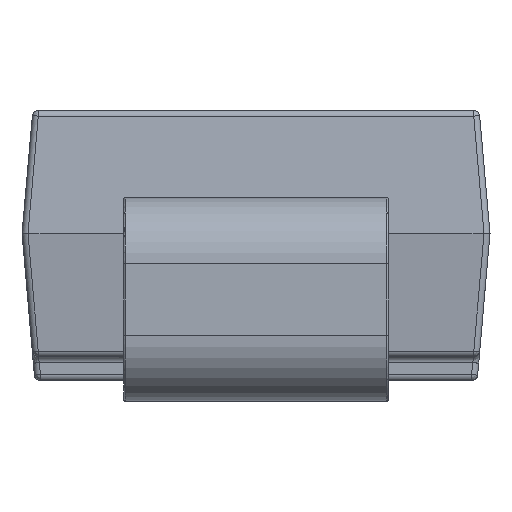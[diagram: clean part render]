
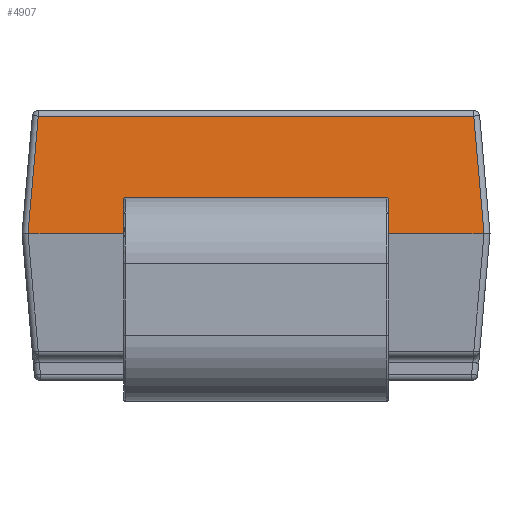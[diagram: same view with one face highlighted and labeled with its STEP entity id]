
A CAD part, left-side view. The second image highlights one B-rep face of the part: STEP entity #4907.
In plain terms, the highlighted planar face has unit normal (-0.996, 0, 0.087).
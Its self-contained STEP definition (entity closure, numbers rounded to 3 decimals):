
#2288 = VERTEX_POINT('',#2289);
#2289 = CARTESIAN_POINT('',(-2.164,1.815,2.404
    ));
#2584 = VERTEX_POINT('',#2585);
#2585 = CARTESIAN_POINT('',(-2.164,-1.815,
    2.404));
#2652 = EDGE_CURVE('',#2288,#2653,#2655,.T.);
#2653 = VERTEX_POINT('',#2654);
#2654 = CARTESIAN_POINT('',(-2.25,1.9,1.425)
  );
#2655 = LINE('',#2656,#2657);
#2656 = CARTESIAN_POINT('',(-2.164,1.815,2.404
    ));
#2657 = VECTOR('',#2658,1.);
#2658 = DIRECTION('',(-0.087,0.087,
    -0.992));
#3276 = EDGE_CURVE('',#3277,#2584,#3279,.T.);
#3277 = VERTEX_POINT('',#3278);
#3278 = CARTESIAN_POINT('',(-2.25,-1.9,
    1.425));
#3279 = LINE('',#3280,#3281);
#3280 = CARTESIAN_POINT('',(-2.25,-1.9,1.425));
#3281 = VECTOR('',#3282,1.);
#3282 = DIRECTION('',(0.087,0.087,
    0.992));
#4851 = EDGE_CURVE('',#2288,#2584,#4852,.T.);
#4852 = LINE('',#4853,#4854);
#4853 = CARTESIAN_POINT('',(-2.164,0.,
    2.404));
#4854 = VECTOR('',#4855,1.);
#4855 = DIRECTION('',(0.,-1.,0.));
#4907 = ADVANCED_FACE('',(#4908),#4987,.T.);
#4908 = FACE_BOUND('',#4909,.T.);
#4909 = EDGE_LOOP('',(#4910,#4921,#4929,#4938,#4946,#4955,#4961,#4962,
    #4963,#4964,#4972,#4981));
#4910 = ORIENTED_EDGE('',*,*,#4911,.T.);
#4911 = EDGE_CURVE('',#4912,#4914,#4916,.T.);
#4912 = VERTEX_POINT('',#4913);
#4913 = CARTESIAN_POINT('',(-2.225,1.1,1.714));
#4914 = VERTEX_POINT('',#4915);
#4915 = CARTESIAN_POINT('',(-2.224,1.09,1.724));
#4916 = B_SPLINE_CURVE_WITH_KNOTS('',3,(#4917,#4918,#4919,#4920),
  .UNSPECIFIED.,.F.,.F.,(4,4),(0.,1.),.PIECEWISE_BEZIER_KNOTS.);
#4917 = CARTESIAN_POINT('',(-2.225,1.1,1.714));
#4918 = CARTESIAN_POINT('',(-2.224,1.1,
    1.721));
#4919 = CARTESIAN_POINT('',(-2.224,1.096,
    1.724));
#4920 = CARTESIAN_POINT('',(-2.224,1.09,1.724));
#4921 = ORIENTED_EDGE('',*,*,#4922,.T.);
#4922 = EDGE_CURVE('',#4914,#4923,#4925,.T.);
#4923 = VERTEX_POINT('',#4924);
#4924 = CARTESIAN_POINT('',(-2.224,-1.09,1.724));
#4925 = LINE('',#4926,#4927);
#4926 = CARTESIAN_POINT('',(-2.224,0.,
    1.724));
#4927 = VECTOR('',#4928,1.);
#4928 = DIRECTION('',(0.,-1.,0.));
#4929 = ORIENTED_EDGE('',*,*,#4930,.T.);
#4930 = EDGE_CURVE('',#4923,#4931,#4933,.T.);
#4931 = VERTEX_POINT('',#4932);
#4932 = CARTESIAN_POINT('',(-2.225,-1.1,1.714));
#4933 = B_SPLINE_CURVE_WITH_KNOTS('',3,(#4934,#4935,#4936,#4937),
  .UNSPECIFIED.,.F.,.F.,(4,4),(0.,1.),.PIECEWISE_BEZIER_KNOTS.);
#4934 = CARTESIAN_POINT('',(-2.224,-1.09,1.724));
#4935 = CARTESIAN_POINT('',(-2.224,-1.096,
    1.724));
#4936 = CARTESIAN_POINT('',(-2.224,-1.1,
    1.721));
#4937 = CARTESIAN_POINT('',(-2.225,-1.1,1.714));
#4938 = ORIENTED_EDGE('',*,*,#4939,.T.);
#4939 = EDGE_CURVE('',#4931,#4940,#4942,.T.);
#4940 = VERTEX_POINT('',#4941);
#4941 = CARTESIAN_POINT('',(-2.25,-1.1,1.43));
#4942 = LINE('',#4943,#4944);
#4943 = CARTESIAN_POINT('',(-2.205,-1.1,1.938));
#4944 = VECTOR('',#4945,1.);
#4945 = DIRECTION('',(-0.087,0.,
    -0.996));
#4946 = ORIENTED_EDGE('',*,*,#4947,.T.);
#4947 = EDGE_CURVE('',#4940,#4948,#4950,.T.);
#4948 = VERTEX_POINT('',#4949);
#4949 = CARTESIAN_POINT('',(-2.25,-1.099,
    1.425));
#4950 = B_SPLINE_CURVE_WITH_KNOTS('',3,(#4951,#4952,#4953,#4954),
  .UNSPECIFIED.,.F.,.F.,(4,4),(0.,1.),.PIECEWISE_BEZIER_KNOTS.);
#4951 = CARTESIAN_POINT('',(-2.25,-1.1,1.43));
#4952 = CARTESIAN_POINT('',(-2.25,-1.1,
    1.428));
#4953 = CARTESIAN_POINT('',(-2.25,-1.099,
    1.427));
#4954 = CARTESIAN_POINT('',(-2.25,-1.099,
    1.425));
#4955 = ORIENTED_EDGE('',*,*,#4956,.F.);
#4956 = EDGE_CURVE('',#3277,#4948,#4957,.T.);
#4957 = LINE('',#4958,#4959);
#4958 = CARTESIAN_POINT('',(-2.25,0.,1.425));
#4959 = VECTOR('',#4960,1.);
#4960 = DIRECTION('',(0.,1.,0.));
#4961 = ORIENTED_EDGE('',*,*,#3276,.T.);
#4962 = ORIENTED_EDGE('',*,*,#4851,.F.);
#4963 = ORIENTED_EDGE('',*,*,#2652,.T.);
#4964 = ORIENTED_EDGE('',*,*,#4965,.F.);
#4965 = EDGE_CURVE('',#4966,#2653,#4968,.T.);
#4966 = VERTEX_POINT('',#4967);
#4967 = CARTESIAN_POINT('',(-2.25,1.099,
    1.425));
#4968 = LINE('',#4969,#4970);
#4969 = CARTESIAN_POINT('',(-2.25,0.,
    1.425));
#4970 = VECTOR('',#4971,1.);
#4971 = DIRECTION('',(0.,1.,0.));
#4972 = ORIENTED_EDGE('',*,*,#4973,.T.);
#4973 = EDGE_CURVE('',#4966,#4974,#4976,.T.);
#4974 = VERTEX_POINT('',#4975);
#4975 = CARTESIAN_POINT('',(-2.25,1.1,1.43));
#4976 = B_SPLINE_CURVE_WITH_KNOTS('',3,(#4977,#4978,#4979,#4980),
  .UNSPECIFIED.,.F.,.F.,(4,4),(0.,1.),.PIECEWISE_BEZIER_KNOTS.);
#4977 = CARTESIAN_POINT('',(-2.25,1.099,
    1.425));
#4978 = CARTESIAN_POINT('',(-2.25,1.099,
    1.427));
#4979 = CARTESIAN_POINT('',(-2.25,1.1,
    1.428));
#4980 = CARTESIAN_POINT('',(-2.25,1.1,1.43));
#4981 = ORIENTED_EDGE('',*,*,#4982,.T.);
#4982 = EDGE_CURVE('',#4974,#4912,#4983,.T.);
#4983 = LINE('',#4984,#4985);
#4984 = CARTESIAN_POINT('',(-2.205,1.1,1.938));
#4985 = VECTOR('',#4986,1.);
#4986 = DIRECTION('',(0.087,0.,
    0.996));
#4987 = PLANE('',#4988);
#4988 = AXIS2_PLACEMENT_3D('',#4989,#4990,#4991);
#4989 = CARTESIAN_POINT('',(-2.205,0.,1.938)
  );
#4990 = DIRECTION('',(-0.996,0.,
    0.087));
#4991 = DIRECTION('',(0.087,0.,
    0.996));
